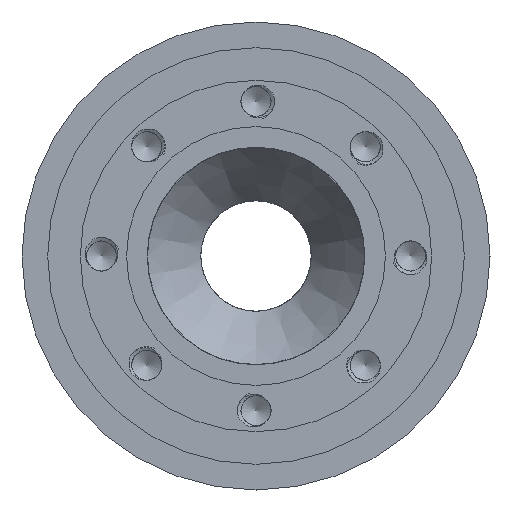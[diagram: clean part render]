
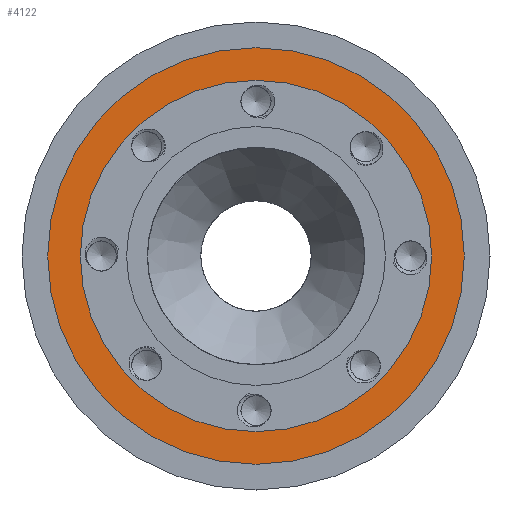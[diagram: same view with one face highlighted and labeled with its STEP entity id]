
A CAD part, left-side view. The second image highlights one B-rep face of the part: STEP entity #4122.
In plain terms, the highlighted planar face has unit normal (-1, 0, 0).
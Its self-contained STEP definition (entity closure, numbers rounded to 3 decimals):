
#36=FACE_BOUND('',#540,.T.);
#72=PLANE('',#4413);
#296=FACE_OUTER_BOUND('',#539,.T.);
#539=EDGE_LOOP('',(#3672));
#540=EDGE_LOOP('',(#3673));
#623=CIRCLE('',#4412,20.25);
#624=CIRCLE('',#4414,17.08);
#1792=VERTEX_POINT('',#18375);
#1793=VERTEX_POINT('',#18379);
#2422=EDGE_CURVE('',#1792,#1792,#623,.T.);
#2423=EDGE_CURVE('',#1793,#1793,#624,.T.);
#3672=ORIENTED_EDGE('',*,*,#2422,.T.);
#3673=ORIENTED_EDGE('',*,*,#2423,.F.);
#4122=ADVANCED_FACE('',(#296,#36),#72,.T.);
#4412=AXIS2_PLACEMENT_3D('',#18377,#5136,#5137);
#4413=AXIS2_PLACEMENT_3D('',#18378,#5138,#5139);
#4414=AXIS2_PLACEMENT_3D('',#18380,#5140,#5141);
#5136=DIRECTION('center_axis',(-1.,0.,0.));
#5137=DIRECTION('ref_axis',(0.,0.,1.));
#5138=DIRECTION('center_axis',(-1.,0.,0.));
#5139=DIRECTION('ref_axis',(0.,0.,1.));
#5140=DIRECTION('center_axis',(-1.,0.,0.));
#5141=DIRECTION('ref_axis',(0.,0.,1.));
#18375=CARTESIAN_POINT('',(4.986,0.,-20.25));
#18377=CARTESIAN_POINT('Origin',(4.986,0.,0.));
#18378=CARTESIAN_POINT('Origin',(4.986,0.,17.08));
#18379=CARTESIAN_POINT('',(4.986,0.,-17.08));
#18380=CARTESIAN_POINT('Origin',(4.986,0.,0.));
